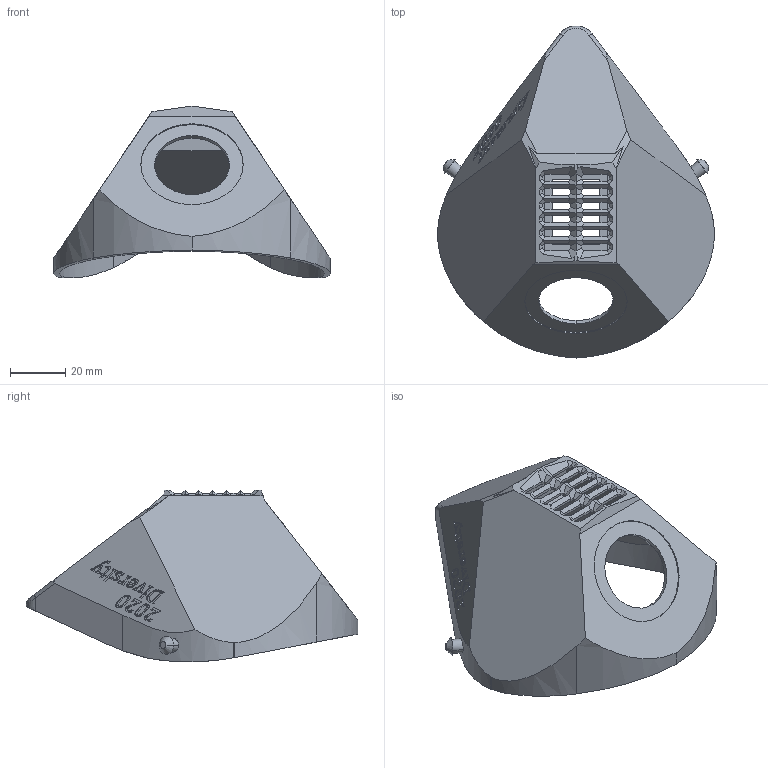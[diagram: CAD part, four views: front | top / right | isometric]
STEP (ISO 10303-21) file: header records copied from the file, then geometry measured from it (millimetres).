
FILE_DESCRIPTION (( 'STEP AP214' ), '1' );
FILE_NAME ('Mask Frame.STEP', '2020-04-05T11:51:50', ( '' ), ( '' ), 'SwSTEP 2.0', 'SolidWorks 2018', '' );
FILE_SCHEMA (( 'AUTOMOTIVE_DESIGN' ));
Length unit declared in the file: millimetre
Products named in the file (1): Mask Frame
Bounding box: 100 x 119.99 x 62 mm (x, y, z)
Volume: 35969 mm3; surface area: 35951.3 mm2
Topology: 1 solids, 1 shells, 511 faces, 1364 edges, 857 vertices
Faces by surface type: plane 378, bspline 117, cylinder 12, cone 4
Entity records: 24624 total; most frequent: CARTESIAN_POINT 9281, ORIENTED_EDGE 2728, DIRECTION 1903, EDGE_CURVE 1364, LINE 1073, VECTOR 1073, VERTEX_POINT 857, EDGE_LOOP 539
